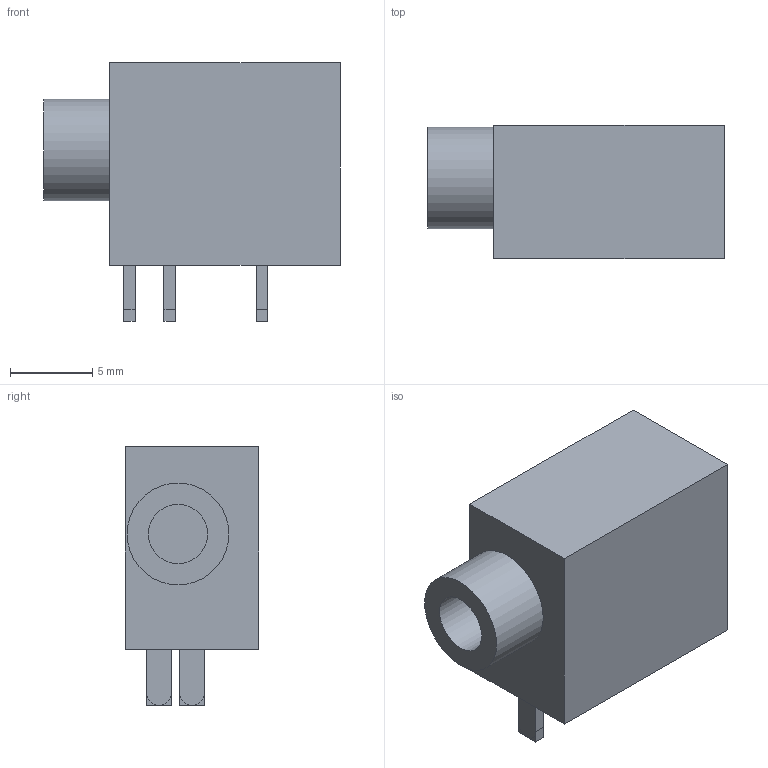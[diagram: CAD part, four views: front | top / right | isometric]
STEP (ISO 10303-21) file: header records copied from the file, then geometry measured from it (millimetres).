
FILE_DESCRIPTION(('FreeCAD Model'),'2;1');
FILE_NAME('Open CASCADE Shape Model','2022-01-09T13:12:38',( 'kicad StepUp'),('ksu MCAD'),'Open CASCADE STEP processor 7.5', 'FreeCAD','Unknown');
FILE_SCHEMA(('AUTOMOTIVE_DESIGN { 1 0 10303 214 1 1 1 1 }'));
Length unit declared in the file: millimetre
Products named in the file (1): STX-3150-3C-1
Bounding box: 18 x 8.1 x 15.7 mm (x, y, z)
Surface area: 3537.9 mm2
Topology: 4 solids, 4 shells, 72 faces, 172 edges, 136 vertices
Faces by surface type: plane 60, cylinder 12
Full cylindrical faces by diameter (mm): 3.6 x3, 6.18 x3
Entity records: 2611 total; most frequent: CARTESIAN_POINT 381, DIRECTION 342, ORIENTED_EDGE 312, EDGE_CURVE 156, LINE 148, VECTOR 148, VERTEX_POINT 104, AXIS2_PLACEMENT_3D 97
